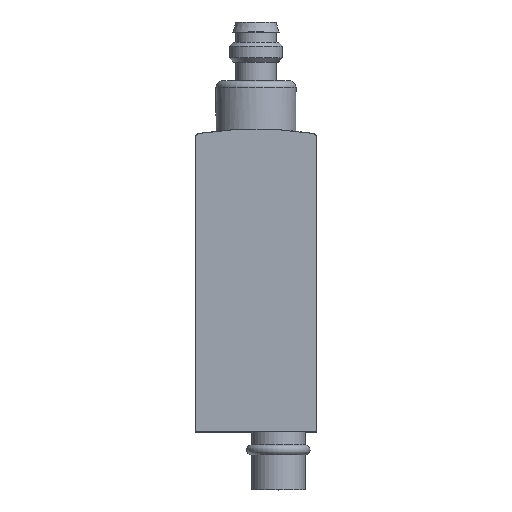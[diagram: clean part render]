
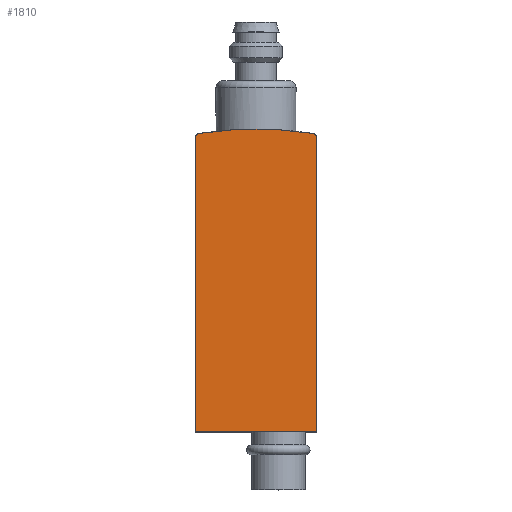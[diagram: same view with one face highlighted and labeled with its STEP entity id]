
A CAD part, top view. The second image highlights one B-rep face of the part: STEP entity #1810.
In plain terms, the highlighted planar face has unit normal (0, 0, 1).
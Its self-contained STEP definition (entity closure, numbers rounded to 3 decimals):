
#45=PLANE('',#1932);
#99=LINE('',#2570,#181);
#117=LINE('',#2641,#199);
#119=LINE('',#2644,#201);
#181=VECTOR('',#2108,1000.);
#199=VECTOR('',#2196,1000.);
#201=VECTOR('',#2200,1000.);
#405=ORIENTED_EDGE('',*,*,#643,.T.);
#406=ORIENTED_EDGE('',*,*,#646,.T.);
#407=ORIENTED_EDGE('',*,*,#613,.T.);
#408=ORIENTED_EDGE('',*,*,#648,.T.);
#409=ORIENTED_EDGE('',*,*,#651,.T.);
#410=ORIENTED_EDGE('',*,*,#578,.T.);
#578=EDGE_CURVE('',#742,#743,#854,.T.);
#613=EDGE_CURVE('',#764,#767,#99,.T.);
#643=EDGE_CURVE('',#743,#784,#878,.T.);
#646=EDGE_CURVE('',#784,#764,#117,.T.);
#648=EDGE_CURVE('',#767,#786,#119,.T.);
#651=EDGE_CURVE('',#786,#742,#880,.T.);
#742=VERTEX_POINT('',#2491);
#743=VERTEX_POINT('',#2492);
#764=VERTEX_POINT('',#2562);
#767=VERTEX_POINT('',#2569);
#784=VERTEX_POINT('',#2636);
#786=VERTEX_POINT('',#2645);
#854=CIRCLE('',#1874,55.3);
#878=CIRCLE('',#1924,0.5);
#880=CIRCLE('',#1929,0.5);
#966=EDGE_LOOP('',(#405,#406,#407,#408,#409,#410));
#1087=FACE_BOUND('',#966,.T.);
#1810=ADVANCED_FACE('',(#1087),#45,.T.);
#1874=AXIS2_PLACEMENT_3D('',#2490,#2049,#2050);
#1924=AXIS2_PLACEMENT_3D('',#2635,#2189,#2190);
#1929=AXIS2_PLACEMENT_3D('',#2650,#2205,#2206);
#1932=AXIS2_PLACEMENT_3D('',#2653,#2211,#2212);
#2049=DIRECTION('',(0.,0.,1.));
#2050=DIRECTION('',(1.,0.,0.));
#2108=DIRECTION('',(1.,0.,0.));
#2189=DIRECTION('',(0.,0.,1.));
#2190=DIRECTION('',(1.,0.,0.));
#2196=DIRECTION('',(0.,-1.,0.));
#2200=DIRECTION('',(0.,1.,0.));
#2205=DIRECTION('',(0.,0.,1.));
#2206=DIRECTION('',(1.,0.,0.));
#2211=DIRECTION('',(0.,0.,1.));
#2212=DIRECTION('',(1.,0.,0.));
#2490=CARTESIAN_POINT('',(0.,-10.,70.));
#2491=CARTESIAN_POINT('',(8.628,44.623,70.));
#2492=CARTESIAN_POINT('',(-8.628,44.623,70.));
#2562=CARTESIAN_POINT('',(-9.05,0.,70.));
#2569=CARTESIAN_POINT('',(9.05,0.,70.));
#2570=CARTESIAN_POINT('',(-9.05,0.,70.));
#2635=CARTESIAN_POINT('',(-8.55,44.129,70.));
#2636=CARTESIAN_POINT('',(-9.05,44.129,70.));
#2641=CARTESIAN_POINT('',(-9.05,44.129,70.));
#2644=CARTESIAN_POINT('',(9.05,0.,70.));
#2645=CARTESIAN_POINT('',(9.05,44.129,70.));
#2650=CARTESIAN_POINT('',(8.55,44.129,70.));
#2653=CARTESIAN_POINT('',(-8.55,44.129,70.));
